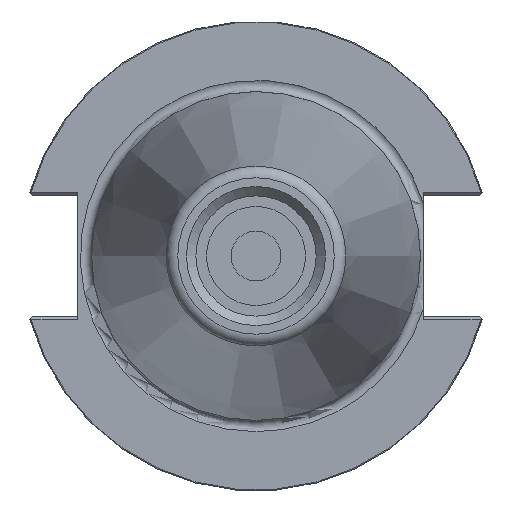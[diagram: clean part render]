
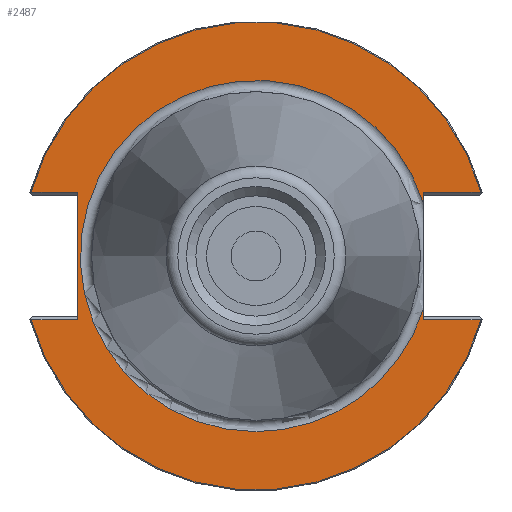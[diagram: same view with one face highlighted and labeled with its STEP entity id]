
A CAD part, left-side view. The second image highlights one B-rep face of the part: STEP entity #2487.
In plain terms, the highlighted planar face has unit normal (-1, 0, 0).
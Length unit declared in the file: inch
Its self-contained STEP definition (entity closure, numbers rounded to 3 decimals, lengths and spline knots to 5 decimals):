
#246=PLANE('',#2671);
#355=FACE_OUTER_BOUND('',#502,.T.);
#502=EDGE_LOOP('',(#1832,#1833,#1834,#1835,#1836,#1837,#1838,#1839,#1840,
#1841,#1842));
#672=LINE('',#3600,#891);
#673=LINE('',#3622,#892);
#680=LINE('',#3674,#899);
#682=LINE('',#3678,#901);
#683=LINE('',#3680,#902);
#684=LINE('',#3682,#903);
#685=LINE('',#3685,#904);
#891=VECTOR('',#2942,0.0526);
#892=VECTOR('',#2943,0.0526);
#899=VECTOR('',#2962,0.30821);
#901=VECTOR('',#2966,0.24821);
#902=VECTOR('',#2967,0.67625);
#903=VECTOR('',#2968,0.24821);
#904=VECTOR('',#2971,0.30821);
#1088=CIRCLE('',#2666,1.245);
#1090=CIRCLE('',#2672,1.245);
#1091=CIRCLE('',#2673,0.93468);
#1092=CIRCLE('',#2674,0.93468);
#1185=VERTEX_POINT('',#3597);
#1186=VERTEX_POINT('',#3599);
#1187=VERTEX_POINT('',#3601);
#1188=VERTEX_POINT('',#3621);
#1192=VERTEX_POINT('',#3630);
#1193=VERTEX_POINT('',#3639);
#1200=VERTEX_POINT('',#3677);
#1201=VERTEX_POINT('',#3679);
#1202=VERTEX_POINT('',#3681);
#1203=VERTEX_POINT('',#3683);
#1204=VERTEX_POINT('',#3686);
#1426=EDGE_CURVE('',#1186,#1185,#672,.T.);
#1428=EDGE_CURVE('',#1188,#1187,#673,.T.);
#1433=EDGE_CURVE('',#1192,#1193,#1088,.T.);
#1442=EDGE_CURVE('',#1185,#1193,#680,.T.);
#1444=EDGE_CURVE('',#1200,#1192,#682,.T.);
#1445=EDGE_CURVE('',#1201,#1200,#683,.T.);
#1446=EDGE_CURVE('',#1202,#1201,#684,.T.);
#1447=EDGE_CURVE('',#1203,#1202,#1090,.T.);
#1448=EDGE_CURVE('',#1203,#1188,#685,.T.);
#1449=EDGE_CURVE('',#1187,#1204,#1091,.T.);
#1450=EDGE_CURVE('',#1204,#1186,#1092,.T.);
#1832=ORIENTED_EDGE('',*,*,#1433,.F.);
#1833=ORIENTED_EDGE('',*,*,#1444,.F.);
#1834=ORIENTED_EDGE('',*,*,#1445,.F.);
#1835=ORIENTED_EDGE('',*,*,#1446,.F.);
#1836=ORIENTED_EDGE('',*,*,#1447,.F.);
#1837=ORIENTED_EDGE('',*,*,#1448,.T.);
#1838=ORIENTED_EDGE('',*,*,#1428,.T.);
#1839=ORIENTED_EDGE('',*,*,#1449,.T.);
#1840=ORIENTED_EDGE('',*,*,#1450,.T.);
#1841=ORIENTED_EDGE('',*,*,#1426,.T.);
#1842=ORIENTED_EDGE('',*,*,#1442,.T.);
#2487=ADVANCED_FACE('',(#355),#246,.T.);
#2666=AXIS2_PLACEMENT_3D('',#3640,#2949,#2950);
#2671=AXIS2_PLACEMENT_3D('',#3676,#2964,#2965);
#2672=AXIS2_PLACEMENT_3D('',#3684,#2969,#2970);
#2673=AXIS2_PLACEMENT_3D('',#3687,#2972,#2973);
#2674=AXIS2_PLACEMENT_3D('',#3688,#2974,#2975);
#2942=DIRECTION('',(0.,0.,1.));
#2943=DIRECTION('',(0.,0.,1.));
#2949=DIRECTION('center_axis',(1.,0.,0.));
#2950=DIRECTION('ref_axis',(0.,0.,
1.));
#2962=DIRECTION('',(0.,-1.,0.));
#2964=DIRECTION('center_axis',(-1.,0.,0.));
#2965=DIRECTION('ref_axis',(0.,0.,1.));
#2966=DIRECTION('',(0.,1.,0.));
#2967=DIRECTION('',(0.,0.,1.));
#2968=DIRECTION('',(0.,-1.,0.));
#2969=DIRECTION('center_axis',(1.,0.,0.));
#2970=DIRECTION('ref_axis',(0.,0.,
-1.));
#2971=DIRECTION('',(0.,1.,0.));
#2972=DIRECTION('center_axis',(1.,0.,0.));
#2973=DIRECTION('ref_axis',(0.,0.,1.));
#2974=DIRECTION('center_axis',(1.,0.,0.));
#2975=DIRECTION('ref_axis',(0.,0.,1.));
#3597=CARTESIAN_POINT('',(0.03937,-0.89,0.33813));
#3599=CARTESIAN_POINT('',(0.03937,-0.89,0.28553));
#3600=CARTESIAN_POINT('',(0.03937,-0.89,0.));
#3601=CARTESIAN_POINT('',(0.03937,-0.89,-0.28553));
#3621=CARTESIAN_POINT('',(0.03937,-0.89,-0.33813));
#3622=CARTESIAN_POINT('',(0.03937,-0.89,0.));
#3630=CARTESIAN_POINT('',(0.03937,1.19821,0.33813));
#3639=CARTESIAN_POINT('',(0.03937,-1.19821,0.33813));
#3640=CARTESIAN_POINT('Origin',(0.03937,0.,
0.));
#3674=CARTESIAN_POINT('',(0.03937,-0.9025,0.33813));
#3676=CARTESIAN_POINT('Origin',(0.03937,-0.875,0.));
#3677=CARTESIAN_POINT('',(0.03937,0.95,0.33813));
#3678=CARTESIAN_POINT('',(0.03937,0.0275,0.33813));
#3679=CARTESIAN_POINT('',(0.03937,0.95,-0.33812));
#3680=CARTESIAN_POINT('',(0.03937,0.95,-0.33812));
#3681=CARTESIAN_POINT('',(0.03937,1.19821,-0.33813));
#3682=CARTESIAN_POINT('',(0.03937,0.2775,-0.33813));
#3683=CARTESIAN_POINT('',(0.03937,-1.19821,-0.33813));
#3684=CARTESIAN_POINT('Origin',(0.03937,0.,
0.));
#3685=CARTESIAN_POINT('',(0.03937,-0.9025,-0.33813));
#3686=CARTESIAN_POINT('',(0.03937,0.,-0.93468));
#3687=CARTESIAN_POINT('Origin',(0.03937,0.,
0.));
#3688=CARTESIAN_POINT('Origin',(0.03937,0.,
0.));
